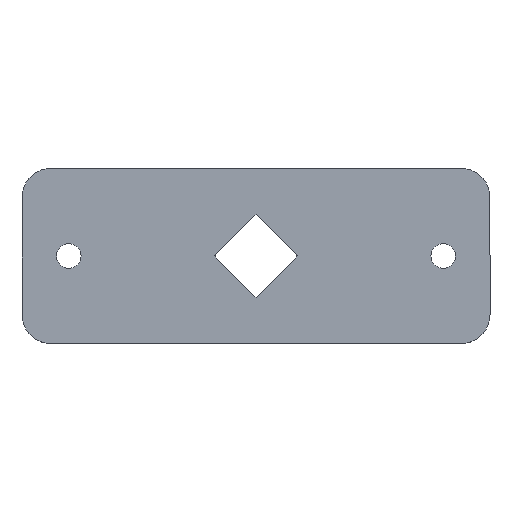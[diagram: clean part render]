
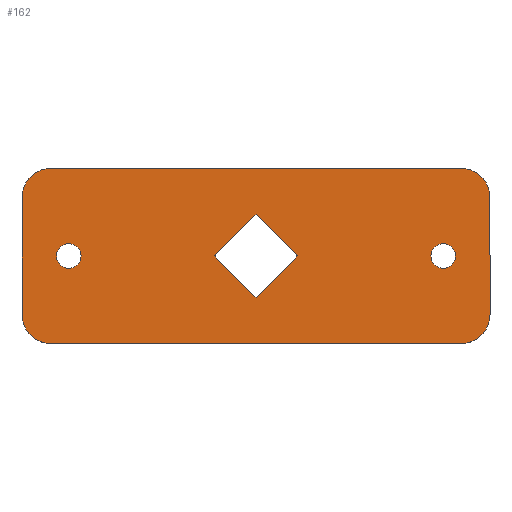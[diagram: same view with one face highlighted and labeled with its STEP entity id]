
A CAD part, top view. The second image highlights one B-rep face of the part: STEP entity #162.
In plain terms, the highlighted planar face has unit normal (0, 0, 1).
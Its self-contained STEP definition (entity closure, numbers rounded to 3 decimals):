
#19 = EDGE_CURVE ( 'NONE', #460, #458, #390, .T. ) ;
#20 = EDGE_CURVE ( 'NONE', #202, #201, #614, .T. ) ;
#21 = EDGE_CURVE ( 'NONE', #200, #202, #617, .T. ) ;
#33 = LINE ( 'NONE', #34, #454 ) ;
#34 = CARTESIAN_POINT ( 'NONE',  ( -35., 15., 1.6 ) ) ;
#35 = DIRECTION ( 'NONE',  ( -1., 0., 0. ) ) ;
#54 = CARTESIAN_POINT ( 'NONE',  ( 34.1, 0., 1.6 ) ) ;
#56 = CARTESIAN_POINT ( 'NONE',  ( 29.9, 0., 1.6 ) ) ;
#58 = CARTESIAN_POINT ( 'NONE',  ( -34.1, 0., 1.6 ) ) ;
#72 = CARTESIAN_POINT ( 'NONE',  ( 35., 10., 1.6 ) ) ;
#73 = DIRECTION ( 'NONE',  ( 0., 0., -1. ) ) ;
#74 = DIRECTION ( 'NONE',  ( -1., 0., 0. ) ) ;
#112 = AXIS2_PLACEMENT_3D ( 'NONE', #529, #392, #393 ) ;
#114 = EDGE_CURVE ( 'NONE', #568, #569, #124, .T. ) ;
#115 = EDGE_CURVE ( 'NONE', #569, #570, #655, .T. ) ;
#116 = EDGE_CURVE ( 'NONE', #201, #571, #130, .T. ) ;
#117 = EDGE_CURVE ( 'NONE', #570, #253, #133, .T. ) ;
#118 = EDGE_CURVE ( 'NONE', #250, #462, #656, .T. ) ;
#119 = EDGE_CURVE ( 'NONE', #571, #200, #139, .T. ) ;
#120 = DIRECTION ( 'NONE',  ( -0.707, -0.707, 0. ) ) ;
#124 = LINE ( 'NONE', #125, #385 ) ;
#125 = CARTESIAN_POINT ( 'NONE',  ( -35., -15., 1.6 ) ) ;
#126 = DIRECTION ( 'NONE',  ( 1., 0., 0. ) ) ;
#127 = DIRECTION ( 'NONE',  ( 0., 0., 1. ) ) ;
#128 = DIRECTION ( 'NONE',  ( 1., 0., 0. ) ) ;
#129 = CARTESIAN_POINT ( 'NONE',  ( -32., 0., 1.6 ) ) ;
#130 = LINE ( 'NONE', #131, #387 ) ;
#131 = CARTESIAN_POINT ( 'NONE',  ( 0., -7.071, 1.6 ) ) ;
#132 = DIRECTION ( 'NONE',  ( 0.707, 0.707, 0. ) ) ;
#133 = LINE ( 'NONE', #134, #389 ) ;
#134 = CARTESIAN_POINT ( 'NONE',  ( 40., 10., 1.6 ) ) ;
#135 = DIRECTION ( 'NONE',  ( 0., 1., 0. ) ) ;
#136 = DIRECTION ( 'NONE',  ( 0., 0., 1. ) ) ;
#137 = DIRECTION ( 'NONE',  ( 1., 0., 0. ) ) ;
#138 = CARTESIAN_POINT ( 'NONE',  ( 35., 10., 1.6 ) ) ;
#139 = LINE ( 'NONE', #140, #446 ) ;
#140 = CARTESIAN_POINT ( 'NONE',  ( 7.071, 0., 1.6 ) ) ;
#141 = DIRECTION ( 'NONE',  ( -0.707, 0.707, 0. ) ) ;
#142 = DIRECTION ( 'NONE',  ( 0., 0., 1. ) ) ;
#143 = DIRECTION ( 'NONE',  ( -1., 0., 0. ) ) ;
#144 = CARTESIAN_POINT ( 'NONE',  ( -35., 10., 1.6 ) ) ;
#145 = DIRECTION ( 'NONE',  ( 0., 0., 1. ) ) ;
#146 = DIRECTION ( 'NONE',  ( 1., 0., 0. ) ) ;
#147 = PLANE ( 'NONE',  #274 ) ;
#148 = LINE ( 'NONE', #149, #447 ) ;
#149 = CARTESIAN_POINT ( 'NONE',  ( -40., 10., 1.6 ) ) ;
#150 = DIRECTION ( 'NONE',  ( 0., -1., 0. ) ) ;
#156 = EDGE_CURVE ( 'NONE', #253, #254, #657, .T. ) ;
#157 = EDGE_CURVE ( 'NONE', #269, #268, #658, .T. ) ;
#158 = EDGE_CURVE ( 'NONE', #268, #560, #148, .T. ) ;
#162 = ADVANCED_FACE ( 'NONE', ( #175, #262, #272, #273 ), #147, .F. ) ;
#171 = AXIS2_PLACEMENT_3D ( 'NONE', #607, #611, #612 ) ;
#173 = VECTOR ( 'NONE', #616, 1000. ) ;
#174 = VECTOR ( 'NONE', #120, 1000. ) ;
#175 = FACE_BOUND ( 'NONE', #465, .T. ) ;
#200 = VERTEX_POINT ( 'NONE', #513 ) ;
#201 = VERTEX_POINT ( 'NONE', #514 ) ;
#202 = VERTEX_POINT ( 'NONE', #515 ) ;
#206 = ORIENTED_EDGE ( 'NONE', *, *, #20, .F. ) ;
#207 = ORIENTED_EDGE ( 'NONE', *, *, #116, .F. ) ;
#208 = CIRCLE ( 'NONE', #112, 5. ) ;
#213 = CIRCLE ( 'NONE', #450, 2.1 ) ;
#216 = CIRCLE ( 'NONE', #444, 2.1 ) ;
#250 = VERTEX_POINT ( 'NONE', #519 ) ;
#253 = VERTEX_POINT ( 'NONE', #522 ) ;
#254 = VERTEX_POINT ( 'NONE', #523 ) ;
#262 = FACE_OUTER_BOUND ( 'NONE', #564, .T. ) ;
#263 = ORIENTED_EDGE ( 'NONE', *, *, #21, .F. ) ;
#268 = VERTEX_POINT ( 'NONE', #524 ) ;
#269 = VERTEX_POINT ( 'NONE', #525 ) ;
#272 = FACE_BOUND ( 'NONE', #565, .T. ) ;
#273 = FACE_BOUND ( 'NONE', #566, .T. ) ;
#274 = AXIS2_PLACEMENT_3D ( 'NONE', #72, #73, #74 ) ;
#303 = CARTESIAN_POINT ( 'NONE',  ( 32., 0., 1.6 ) ) ;
#307 = DIRECTION ( 'NONE',  ( 0., 0., 1. ) ) ;
#308 = DIRECTION ( 'NONE',  ( 1., 0., 0. ) ) ;
#309 = CARTESIAN_POINT ( 'NONE',  ( -35., -15., 1.6 ) ) ;
#310 = CARTESIAN_POINT ( 'NONE',  ( -40., -10., 1.6 ) ) ;
#311 = CARTESIAN_POINT ( 'NONE',  ( 35., -15., 1.6 ) ) ;
#312 = CARTESIAN_POINT ( 'NONE',  ( 40., -10., 1.6 ) ) ;
#313 = CARTESIAN_POINT ( 'NONE',  ( 7.071, 0., 1.6 ) ) ;
#371 = EDGE_CURVE ( 'NONE', #560, #568, #208, .T. ) ;
#381 = EDGE_CURVE ( 'NONE', #462, #250, #213, .T. ) ;
#383 = EDGE_CURVE ( 'NONE', #254, #269, #33, .T. ) ;
#384 = AXIS2_PLACEMENT_3D ( 'NONE', #613, #127, #128 ) ;
#385 = VECTOR ( 'NONE', #126, 1000. ) ;
#386 = AXIS2_PLACEMENT_3D ( 'NONE', #129, #136, #137 ) ;
#387 = VECTOR ( 'NONE', #132, 1000. ) ;
#388 = AXIS2_PLACEMENT_3D ( 'NONE', #144, #145, #146 ) ;
#389 = VECTOR ( 'NONE', #135, 1000. ) ;
#390 = CIRCLE ( 'NONE', #171, 2.1 ) ;
#392 = DIRECTION ( 'NONE',  ( 0., 0., 1. ) ) ;
#393 = DIRECTION ( 'NONE',  ( 1., 0., 0. ) ) ;
#415 = CARTESIAN_POINT ( 'NONE',  ( -32., 0., 1.6 ) ) ;
#422 = DIRECTION ( 'NONE',  ( 0., 0., 1. ) ) ;
#423 = DIRECTION ( 'NONE',  ( 1., 0., 0. ) ) ;
#444 = AXIS2_PLACEMENT_3D ( 'NONE', #303, #307, #308 ) ;
#445 = AXIS2_PLACEMENT_3D ( 'NONE', #138, #142, #143 ) ;
#446 = VECTOR ( 'NONE', #141, 1000. ) ;
#447 = VECTOR ( 'NONE', #150, 1000. ) ;
#450 = AXIS2_PLACEMENT_3D ( 'NONE', #415, #422, #423 ) ;
#454 = VECTOR ( 'NONE', #35, 1000. ) ;
#458 = VERTEX_POINT ( 'NONE', #54 ) ;
#460 = VERTEX_POINT ( 'NONE', #56 ) ;
#462 = VERTEX_POINT ( 'NONE', #58 ) ;
#465 = EDGE_LOOP ( 'NONE', ( #620, #621 ) ) ;
#513 = CARTESIAN_POINT ( 'NONE',  ( 0., 7.071, 1.6 ) ) ;
#514 = CARTESIAN_POINT ( 'NONE',  ( 0., -7.071, 1.6 ) ) ;
#515 = CARTESIAN_POINT ( 'NONE',  ( -7.071, 0., 1.6 ) ) ;
#519 = CARTESIAN_POINT ( 'NONE',  ( -29.9, 0., 1.6 ) ) ;
#522 = CARTESIAN_POINT ( 'NONE',  ( 40., 10., 1.6 ) ) ;
#523 = CARTESIAN_POINT ( 'NONE',  ( 35., 15., 1.6 ) ) ;
#524 = CARTESIAN_POINT ( 'NONE',  ( -40., 10., 1.6 ) ) ;
#525 = CARTESIAN_POINT ( 'NONE',  ( -35., 15., 1.6 ) ) ;
#529 = CARTESIAN_POINT ( 'NONE',  ( -35., -10., 1.6 ) ) ;
#546 = EDGE_CURVE ( 'NONE', #458, #460, #216, .T. ) ;
#560 = VERTEX_POINT ( 'NONE', #310 ) ;
#564 = EDGE_LOOP ( 'NONE', ( #622, #624, #623, #625, #626, #627, #599, #600 ) ) ;
#565 = EDGE_LOOP ( 'NONE', ( #602, #601 ) ) ;
#566 = EDGE_LOOP ( 'NONE', ( #603, #207, #206, #263 ) ) ;
#568 = VERTEX_POINT ( 'NONE', #309 ) ;
#569 = VERTEX_POINT ( 'NONE', #311 ) ;
#570 = VERTEX_POINT ( 'NONE', #312 ) ;
#571 = VERTEX_POINT ( 'NONE', #313 ) ;
#599 = ORIENTED_EDGE ( 'NONE', *, *, #115, .T. ) ;
#600 = ORIENTED_EDGE ( 'NONE', *, *, #117, .T. ) ;
#601 = ORIENTED_EDGE ( 'NONE', *, *, #118, .F. ) ;
#602 = ORIENTED_EDGE ( 'NONE', *, *, #381, .F. ) ;
#603 = ORIENTED_EDGE ( 'NONE', *, *, #119, .F. ) ;
#607 = CARTESIAN_POINT ( 'NONE',  ( 32., 0., 1.6 ) ) ;
#611 = DIRECTION ( 'NONE',  ( 0., 0., 1. ) ) ;
#612 = DIRECTION ( 'NONE',  ( 1., 0., 0. ) ) ;
#613 = CARTESIAN_POINT ( 'NONE',  ( 35., -10., 1.6 ) ) ;
#614 = LINE ( 'NONE', #615, #173 ) ;
#615 = CARTESIAN_POINT ( 'NONE',  ( -7.071, 0., 1.6 ) ) ;
#616 = DIRECTION ( 'NONE',  ( 0.707, -0.707, 0. ) ) ;
#617 = LINE ( 'NONE', #618, #174 ) ;
#618 = CARTESIAN_POINT ( 'NONE',  ( 0., 7.071, 1.6 ) ) ;
#620 = ORIENTED_EDGE ( 'NONE', *, *, #19, .F. ) ;
#621 = ORIENTED_EDGE ( 'NONE', *, *, #546, .F. ) ;
#622 = ORIENTED_EDGE ( 'NONE', *, *, #156, .T. ) ;
#623 = ORIENTED_EDGE ( 'NONE', *, *, #157, .T. ) ;
#624 = ORIENTED_EDGE ( 'NONE', *, *, #383, .T. ) ;
#625 = ORIENTED_EDGE ( 'NONE', *, *, #158, .T. ) ;
#626 = ORIENTED_EDGE ( 'NONE', *, *, #371, .T. ) ;
#627 = ORIENTED_EDGE ( 'NONE', *, *, #114, .T. ) ;
#655 = CIRCLE ( 'NONE', #384, 5. ) ;
#656 = CIRCLE ( 'NONE', #386, 2.1 ) ;
#657 = CIRCLE ( 'NONE', #445, 5. ) ;
#658 = CIRCLE ( 'NONE', #388, 5. ) ;
